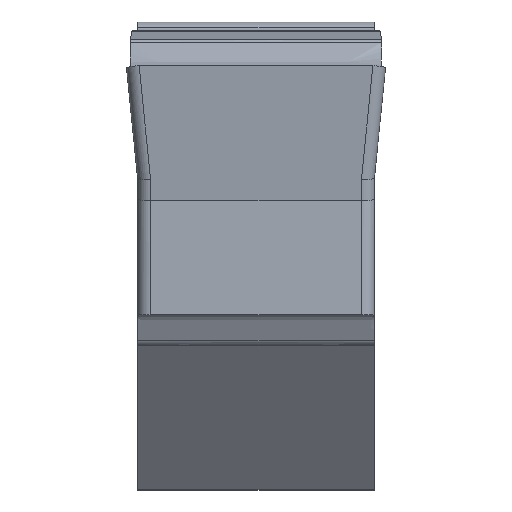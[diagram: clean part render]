
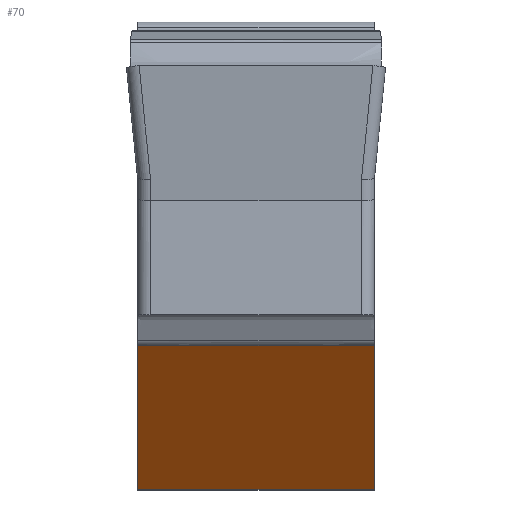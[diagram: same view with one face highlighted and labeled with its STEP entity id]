
A CAD part, front view. The second image highlights one B-rep face of the part: STEP entity #70.
In plain terms, the highlighted planar face has unit normal (0, -0.342, -0.94).
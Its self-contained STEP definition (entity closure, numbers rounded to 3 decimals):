
#70=ADVANCED_FACE('',(#128),#109,.T.);
#109=PLANE('',#882);
#128=FACE_OUTER_BOUND('',#169,.T.);
#169=EDGE_LOOP('',(#441,#442,#443,#444));
#218=LINE('',#1304,#282);
#230=LINE('',#1397,#294);
#254=LINE('',#1548,#318);
#256=LINE('',#1558,#321);
#282=VECTOR('',#938,1.);
#294=VECTOR('',#972,1.);
#318=VECTOR('',#1028,1.);
#321=VECTOR('',#1031,1.);
#441=ORIENTED_EDGE('',*,*,#694,.T.);
#442=ORIENTED_EDGE('',*,*,#736,.T.);
#443=ORIENTED_EDGE('',*,*,#669,.T.);
#444=ORIENTED_EDGE('',*,*,#734,.F.);
#593=VERTEX_POINT('',#1303);
#594=VERTEX_POINT('',#1305);
#618=VERTEX_POINT('',#1396);
#619=VERTEX_POINT('',#1398);
#669=EDGE_CURVE('',#594,#593,#218,.T.);
#694=EDGE_CURVE('',#619,#618,#230,.T.);
#734=EDGE_CURVE('',#619,#593,#254,.T.);
#736=EDGE_CURVE('',#618,#594,#256,.T.);
#882=AXIS2_PLACEMENT_3D('',#1559,#1032,#1033);
#938=DIRECTION('',(0.,-0.94,0.342));
#972=DIRECTION('',(0.,0.94,-0.342));
#1028=DIRECTION('',(1.,0.,0.));
#1031=DIRECTION('',(1.,0.,0.));
#1032=DIRECTION('',(0.,-0.342,-0.94));
#1033=DIRECTION('',(0.,0.94,-0.342));
#1303=CARTESIAN_POINT('',(3.65,-8.085,-8.553));
#1304=CARTESIAN_POINT('',(3.65,-3.695,-10.151));
#1305=CARTESIAN_POINT('',(3.65,4.084,-12.982));
#1396=CARTESIAN_POINT('',(-3.65,4.084,-12.982));
#1397=CARTESIAN_POINT('',(-3.65,-3.695,-10.151));
#1398=CARTESIAN_POINT('',(-3.65,-8.085,-8.553));
#1548=CARTESIAN_POINT('',(5.65,-8.085,-8.553));
#1558=CARTESIAN_POINT('',(5.65,4.084,-12.982));
#1559=CARTESIAN_POINT('',(5.65,4.084,-12.982));
